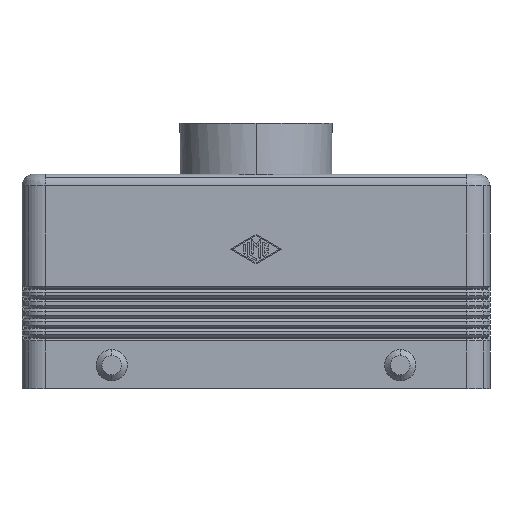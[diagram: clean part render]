
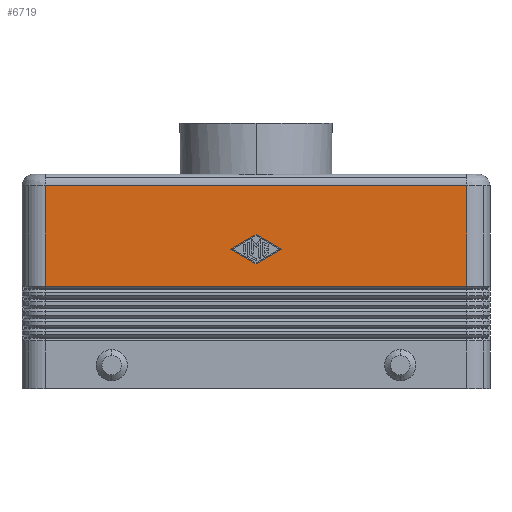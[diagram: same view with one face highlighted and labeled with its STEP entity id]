
A CAD part, front view. The second image highlights one B-rep face of the part: STEP entity #6719.
In plain terms, the highlighted planar face has unit normal (0, -1, 0).
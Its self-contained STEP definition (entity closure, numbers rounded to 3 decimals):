
#1384=CARTESIAN_POINT('',(-54.,-21.5,26.25));
#1385=VERTEX_POINT('',#1384);
#1393=CARTESIAN_POINT('',(-54.,-21.5,52.0));
#1394=VERTEX_POINT('',#1393);
#1395=CARTESIAN_POINT('',(-54.,-21.5,26.25));
#1396=DIRECTION('',(0.0,0.0,1.0));
#1397=VECTOR('',#1396,25.75);
#1398=LINE('',#1395,#1397);
#1399=EDGE_CURVE('',#1385,#1394,#1398,.T.);
#3934=CARTESIAN_POINT('',(54.,-21.5,52.0));
#3935=VERTEX_POINT('',#3934);
#3943=CARTESIAN_POINT('',(54.0,-21.5,26.25));
#3944=VERTEX_POINT('',#3943);
#3945=CARTESIAN_POINT('',(54.,-21.5,52.0));
#3946=DIRECTION('',(0.0,0.0,-1.0));
#3947=VECTOR('',#3946,25.75);
#3948=LINE('',#3945,#3947);
#3949=EDGE_CURVE('',#3935,#3944,#3948,.T.);
#4559=CARTESIAN_POINT('',(-54.,-21.5,52.0));
#4560=DIRECTION('',(1.0,0.0,0.0));
#4561=VECTOR('',#4560,108.);
#4562=LINE('',#4559,#4561);
#4563=EDGE_CURVE('',#1394,#3935,#4562,.T.);
#6669=CARTESIAN_POINT('',(0.,-21.5,27.5));
#6670=DIRECTION('',(0.0,1.0,0.0));
#6671=DIRECTION('',(0.0,0.0,1.0));
#6672=AXIS2_PLACEMENT_3D('',#6669,#6670,#6671);
#6673=PLANE('',#6672);
#6674=ORIENTED_EDGE('',*,*,#4563,.F.);
#6675=ORIENTED_EDGE('',*,*,#1399,.F.);
#6676=CARTESIAN_POINT('',(54.0,-21.5,26.25));
#6677=DIRECTION('',(-1.0,0.0,0.0));
#6678=VECTOR('',#6677,108.);
#6679=LINE('',#6676,#6678);
#6680=EDGE_CURVE('',#3944,#1385,#6679,.T.);
#6681=ORIENTED_EDGE('',*,*,#6680,.F.);
#6682=ORIENTED_EDGE('',*,*,#3949,.F.);
#6683=EDGE_LOOP('',(#6674,#6675,#6681,#6682));
#6684=FACE_OUTER_BOUND('',#6683,.T.);
#6685=CARTESIAN_POINT('',(0.,-21.5,32.001));
#6686=VERTEX_POINT('',#6685);
#6687=CARTESIAN_POINT('',(-6.5,-21.5,35.75));
#6688=VERTEX_POINT('',#6687);
#6689=CARTESIAN_POINT('',(0.,-21.5,32.001));
#6690=DIRECTION('',(-0.866,0.0,0.5));
#6691=VECTOR('',#6690,7.504);
#6692=LINE('',#6689,#6691);
#6693=EDGE_CURVE('',#6686,#6688,#6692,.T.);
#6694=ORIENTED_EDGE('',*,*,#6693,.T.);
#6695=CARTESIAN_POINT('',(0.,-21.5,39.499));
#6696=VERTEX_POINT('',#6695);
#6697=CARTESIAN_POINT('',(-6.5,-21.5,35.75));
#6698=DIRECTION('',(0.866,0.0,0.5));
#6699=VECTOR('',#6698,7.504);
#6700=LINE('',#6697,#6699);
#6701=EDGE_CURVE('',#6688,#6696,#6700,.T.);
#6702=ORIENTED_EDGE('',*,*,#6701,.T.);
#6703=CARTESIAN_POINT('',(6.5,-21.5,35.75));
#6704=VERTEX_POINT('',#6703);
#6705=CARTESIAN_POINT('',(0.,-21.5,39.499));
#6706=DIRECTION('',(0.866,0.0,-0.5));
#6707=VECTOR('',#6706,7.504);
#6708=LINE('',#6705,#6707);
#6709=EDGE_CURVE('',#6696,#6704,#6708,.T.);
#6710=ORIENTED_EDGE('',*,*,#6709,.T.);
#6711=CARTESIAN_POINT('',(6.5,-21.5,35.75));
#6712=DIRECTION('',(-0.866,0.0,-0.5));
#6713=VECTOR('',#6712,7.504);
#6714=LINE('',#6711,#6713);
#6715=EDGE_CURVE('',#6704,#6686,#6714,.T.);
#6716=ORIENTED_EDGE('',*,*,#6715,.T.);
#6717=EDGE_LOOP('',(#6694,#6702,#6710,#6716));
#6718=FACE_BOUND('',#6717,.T.);
#6719=ADVANCED_FACE('',(#6684,#6718),#6673,.F.);
